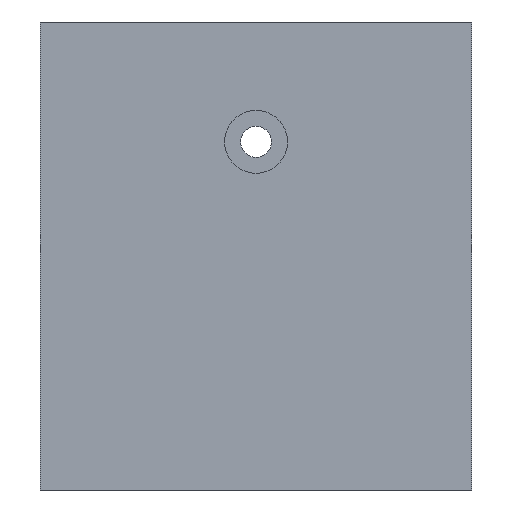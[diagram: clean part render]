
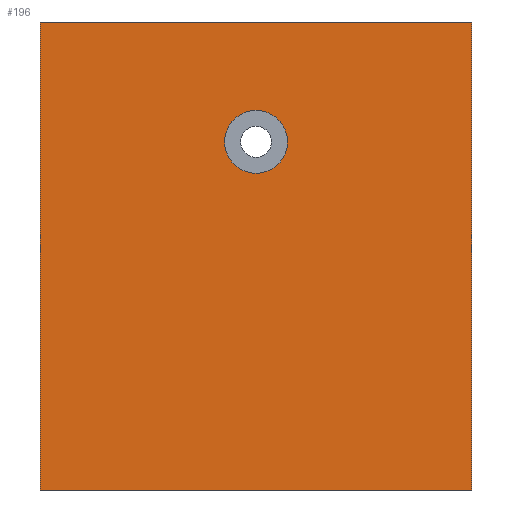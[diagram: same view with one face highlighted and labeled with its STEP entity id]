
A CAD part, front view. The second image highlights one B-rep face of the part: STEP entity #196.
In plain terms, the highlighted planar face has unit normal (0, -1, 0).
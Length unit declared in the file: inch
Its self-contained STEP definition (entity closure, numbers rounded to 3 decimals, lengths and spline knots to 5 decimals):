
#19=LINE('',#311,#35);
#23=LINE('',#324,#39);
#25=LINE('',#331,#41);
#27=LINE('',#334,#43);
#35=VECTOR('',#256,0.3937);
#39=VECTOR('',#266,0.3937);
#41=VECTOR('',#274,0.3937);
#43=VECTOR('',#278,0.3937);
#56=FACE_BOUND('',#81,.T.);
#64=FACE_OUTER_BOUND('',#80,.T.);
#80=EDGE_LOOP('',(#161,#162,#163,#164));
#81=EDGE_LOOP('',(#165));
#89=CIRCLE('',#219,0.21875);
#97=VERTEX_POINT('',#297);
#101=VERTEX_POINT('',#308);
#102=VERTEX_POINT('',#310);
#107=VERTEX_POINT('',#321);
#108=VERTEX_POINT('',#323);
#113=EDGE_CURVE('',#97,#97,#89,.T.);
#119=EDGE_CURVE('',#101,#102,#19,.T.);
#125=EDGE_CURVE('',#107,#108,#23,.T.);
#129=EDGE_CURVE('',#102,#107,#25,.T.);
#131=EDGE_CURVE('',#101,#108,#27,.T.);
#161=ORIENTED_EDGE('',*,*,#131,.T.);
#162=ORIENTED_EDGE('',*,*,#125,.F.);
#163=ORIENTED_EDGE('',*,*,#129,.F.);
#164=ORIENTED_EDGE('',*,*,#119,.F.);
#165=ORIENTED_EDGE('',*,*,#113,.T.);
#187=PLANE('',#229);
#196=ADVANCED_FACE('',(#64,#56),#187,.T.);
#219=AXIS2_PLACEMENT_3D('',#298,#244,#245);
#229=AXIS2_PLACEMENT_3D('',#333,#276,#277);
#244=DIRECTION('center_axis',(0.,1.,0.));
#245=DIRECTION('ref_axis',(0.,0.,-1.));
#256=DIRECTION('',(-1.,0.,0.));
#266=DIRECTION('',(1.,0.,0.));
#274=DIRECTION('',(0.,0.,1.));
#276=DIRECTION('center_axis',(0.,-1.,0.));
#277=DIRECTION('ref_axis',(1.,0.,0.));
#278=DIRECTION('',(0.,0.,1.));
#297=CARTESIAN_POINT('',(0.00038,-2.5,1.01867));
#298=CARTESIAN_POINT('Origin',(0.00038,-2.5,0.79992));
#308=CARTESIAN_POINT('',(1.5,-2.5,-1.62003));
#310=CARTESIAN_POINT('',(-1.5,-2.5,-1.62003));
#311=CARTESIAN_POINT('',(1.5,-2.5,-1.62003));
#321=CARTESIAN_POINT('',(-1.5,-2.5,1.63297));
#323=CARTESIAN_POINT('',(1.5,-2.5,1.63297));
#324=CARTESIAN_POINT('',(1.5,-2.5,1.63297));
#331=CARTESIAN_POINT('',(-1.5,-2.5,-0.74803));
#333=CARTESIAN_POINT('Origin',(-1.5,-2.5,-0.74803));
#334=CARTESIAN_POINT('',(1.5,-2.5,-0.74803));
